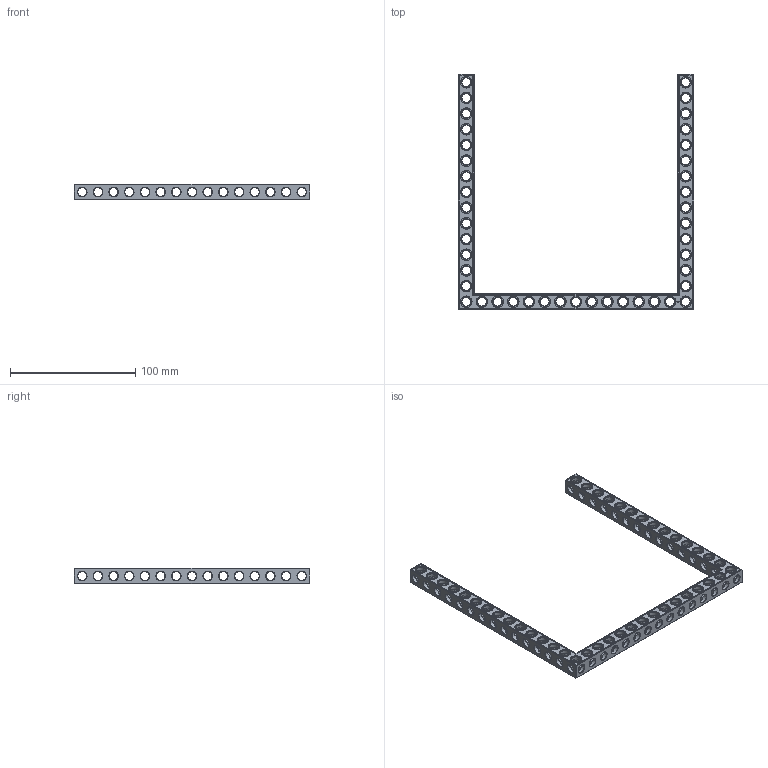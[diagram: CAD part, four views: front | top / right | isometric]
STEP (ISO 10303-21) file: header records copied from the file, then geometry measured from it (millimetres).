
FILE_DESCRIPTION(('FreeCAD Model'),'2;1');
FILE_NAME('Open CASCADE Shape Model','2022-03-06T13:42:56',('Author'),( ''),'Open CASCADE STEP processor 7.5','FreeCAD','Unknown');
FILE_SCHEMA(('AUTOMOTIVE_DESIGN { 1 0 10303 214 1 1 1 1 }'));
Products named in the file (1): Beam AGD ESS USH SYM BU15x15x01 - SPN-BEM-0550 (stemfie.org)
Bounding box: 187.5 x 187.5 x 12.5 mm (x, y, z)
Volume: 42016.5 mm3; surface area: 37490.2 mm2
Topology: 1 solids, 1 shells, 1016 faces, 3127 edges, 2017 vertices
Faces by surface type: plane 413, cylinder 259, cone 174, extrusion 170
Full cylindrical faces by diameter (mm): 6.98 x32, 7 x184, 9.2 x43
Entity records: 225028 total; most frequent: CARTESIAN_POINT 166968, DIRECTION 9369, ORIENTED_EDGE 6254, PCURVE 6254, DEFINITIONAL_REPRESENTATION 6254, VECTOR 5680, LINE 5510, EDGE_CURVE 3127
